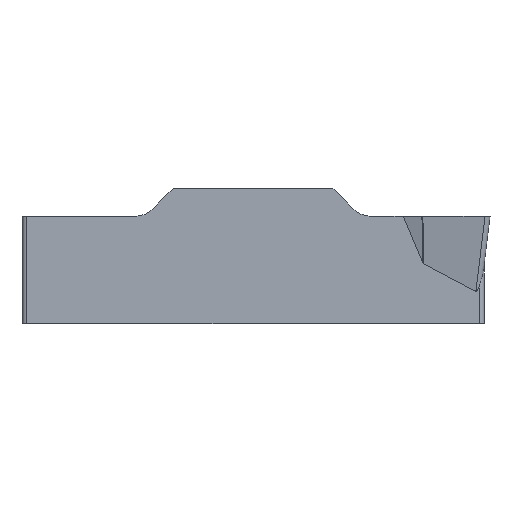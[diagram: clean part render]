
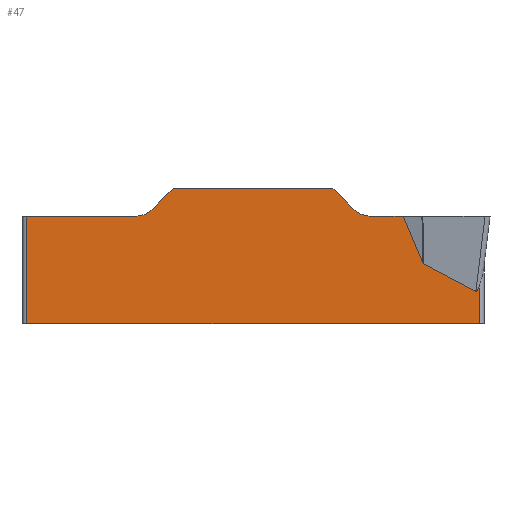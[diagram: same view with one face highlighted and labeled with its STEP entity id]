
A CAD part, left-side view. The second image highlights one B-rep face of the part: STEP entity #47.
In plain terms, the highlighted planar face has unit normal (-1, 0, 0).
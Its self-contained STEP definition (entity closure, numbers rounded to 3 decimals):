
#47=ADVANCED_FACE('',(#87),#72,.T.);
#72=PLANE('',#536);
#87=FACE_OUTER_BOUND('',#112,.T.);
#112=EDGE_LOOP('',(#243,#244,#245,#246,#247,#248,#249,#250,#251,#252,#253,
#254,#255,#256));
#137=ELLIPSE('',#535,1.736,0.2);
#143=CIRCLE('',#533,1.);
#144=CIRCLE('',#534,1.);
#153=LINE('',#737,#198);
#154=LINE('',#739,#199);
#155=LINE('',#743,#200);
#156=LINE('',#745,#201);
#157=LINE('',#747,#202);
#158=LINE('',#751,#203);
#159=LINE('',#753,#204);
#160=LINE('',#755,#205);
#161=LINE('',#757,#206);
#162=LINE('',#761,#207);
#198=VECTOR('',#578,1.);
#199=VECTOR('',#579,1.);
#200=VECTOR('',#582,1.);
#201=VECTOR('',#583,1.);
#202=VECTOR('',#584,1.);
#203=VECTOR('',#587,1.);
#204=VECTOR('',#588,1.);
#205=VECTOR('',#589,1.);
#206=VECTOR('',#590,1.);
#207=VECTOR('',#593,1.);
#243=ORIENTED_EDGE('',*,*,#427,.T.);
#244=ORIENTED_EDGE('',*,*,#428,.T.);
#245=ORIENTED_EDGE('',*,*,#429,.F.);
#246=ORIENTED_EDGE('',*,*,#430,.F.);
#247=ORIENTED_EDGE('',*,*,#431,.F.);
#248=ORIENTED_EDGE('',*,*,#432,.F.);
#249=ORIENTED_EDGE('',*,*,#433,.F.);
#250=ORIENTED_EDGE('',*,*,#434,.F.);
#251=ORIENTED_EDGE('',*,*,#435,.F.);
#252=ORIENTED_EDGE('',*,*,#436,.T.);
#253=ORIENTED_EDGE('',*,*,#437,.T.);
#254=ORIENTED_EDGE('',*,*,#438,.T.);
#255=ORIENTED_EDGE('',*,*,#439,.F.);
#256=ORIENTED_EDGE('',*,*,#440,.T.);
#381=VERTEX_POINT('',#735);
#382=VERTEX_POINT('',#736);
#383=VERTEX_POINT('',#738);
#384=VERTEX_POINT('',#740);
#385=VERTEX_POINT('',#742);
#386=VERTEX_POINT('',#744);
#387=VERTEX_POINT('',#746);
#388=VERTEX_POINT('',#748);
#389=VERTEX_POINT('',#750);
#390=VERTEX_POINT('',#752);
#391=VERTEX_POINT('',#754);
#392=VERTEX_POINT('',#756);
#393=VERTEX_POINT('',#758);
#394=VERTEX_POINT('',#760);
#427=EDGE_CURVE('',#381,#382,#504,.T.);
#428=EDGE_CURVE('',#382,#383,#153,.T.);
#429=EDGE_CURVE('',#384,#383,#154,.T.);
#430=EDGE_CURVE('',#385,#384,#143,.T.);
#431=EDGE_CURVE('',#386,#385,#155,.T.);
#432=EDGE_CURVE('',#387,#386,#156,.T.);
#433=EDGE_CURVE('',#388,#387,#157,.T.);
#434=EDGE_CURVE('',#389,#388,#144,.T.);
#435=EDGE_CURVE('',#390,#389,#158,.T.);
#436=EDGE_CURVE('',#390,#391,#159,.T.);
#437=EDGE_CURVE('',#391,#392,#160,.T.);
#438=EDGE_CURVE('',#392,#393,#161,.T.);
#439=EDGE_CURVE('',#394,#393,#137,.T.);
#440=EDGE_CURVE('',#394,#381,#162,.T.);
#504=B_SPLINE_CURVE_WITH_KNOTS('',3,(#725,#726,#727,#728,#729,#730,#731,
#732,#733,#734),.UNSPECIFIED.,.F.,.F.,(4,3,3,4),(0.,0.242,0.556,
1.),.UNSPECIFIED.);
#533=AXIS2_PLACEMENT_3D('',#741,#580,#581);
#534=AXIS2_PLACEMENT_3D('',#749,#585,#586);
#535=AXIS2_PLACEMENT_3D('',#759,#591,#592);
#536=AXIS2_PLACEMENT_3D('',#762,#594,#595);
#578=DIRECTION('',(0.,0.39,0.921));
#579=DIRECTION('',(0.,-1.,0.));
#580=DIRECTION('',(-1.,0.,0.));
#581=DIRECTION('',(0.,0.,1.));
#582=DIRECTION('',(0.,-0.707,-0.707));
#583=DIRECTION('',(0.,-1.,0.));
#584=DIRECTION('',(0.,-0.707,0.707));
#585=DIRECTION('',(-1.,0.,0.));
#586=DIRECTION('',(0.,0.,1.));
#587=DIRECTION('',(0.,-1.,0.));
#588=DIRECTION('',(0.,0.,-1.));
#589=DIRECTION('',(0.,-1.,0.));
#590=DIRECTION('',(0.,0.,1.));
#591=DIRECTION('',(-1.,0.,0.));
#592=DIRECTION('',(0.,0.122,-0.993));
#593=DIRECTION('',(0.,0.883,0.469));
#594=DIRECTION('',(-1.,0.,0.));
#595=DIRECTION('',(0.,0.,1.));
#725=CARTESIAN_POINT('',(-1.15,2.634,-2.028));
#726=CARTESIAN_POINT('',(-1.15,2.639,-2.025));
#727=CARTESIAN_POINT('',(-1.15,2.644,-2.021));
#728=CARTESIAN_POINT('',(-1.15,2.648,-2.017));
#729=CARTESIAN_POINT('',(-1.15,2.653,-2.011));
#730=CARTESIAN_POINT('',(-1.15,2.657,-2.005));
#731=CARTESIAN_POINT('',(-1.15,2.661,-1.998));
#732=CARTESIAN_POINT('',(-1.15,2.666,-1.989));
#733=CARTESIAN_POINT('',(-1.15,2.671,-1.979));
#734=CARTESIAN_POINT('',(-1.15,2.675,-1.969));
#735=CARTESIAN_POINT('',(-1.15,2.634,-2.028));
#736=CARTESIAN_POINT('',(-1.15,2.675,-1.969));
#737=CARTESIAN_POINT('',(-1.15,6.399,6.831));
#738=CARTESIAN_POINT('',(-1.15,3.508,0.));
#739=CARTESIAN_POINT('',(-1.15,19.75,0.));
#740=CARTESIAN_POINT('',(-1.15,4.904,0.));
#741=CARTESIAN_POINT('',(-1.15,4.904,1.));
#742=CARTESIAN_POINT('',(-1.15,5.611,0.293));
#743=CARTESIAN_POINT('',(-1.15,13.125,7.807));
#744=CARTESIAN_POINT('',(-1.15,6.5,1.182));
#745=CARTESIAN_POINT('',(-1.15,19.75,1.182));
#746=CARTESIAN_POINT('',(-1.15,13.31,1.182));
#747=CARTESIAN_POINT('',(-1.15,16.53,-2.038));
#748=CARTESIAN_POINT('',(-1.15,14.199,0.293));
#749=CARTESIAN_POINT('',(-1.15,14.906,1.));
#750=CARTESIAN_POINT('',(-1.15,14.906,0.));
#751=CARTESIAN_POINT('',(-1.15,19.75,0.));
#752=CARTESIAN_POINT('',(-1.15,19.55,0.));
#753=CARTESIAN_POINT('',(-1.15,19.55,-4.582));
#754=CARTESIAN_POINT('',(-1.15,19.55,-4.582));
#755=CARTESIAN_POINT('',(-1.15,19.75,-4.582));
#756=CARTESIAN_POINT('',(-1.15,0.26,-4.582));
#757=CARTESIAN_POINT('',(-1.15,0.26,1.182));
#758=CARTESIAN_POINT('',(-1.15,0.26,-2.934));
#759=CARTESIAN_POINT('',(-1.15,0.194,-1.487));
#760=CARTESIAN_POINT('',(-1.15,0.414,-3.207));
#761=CARTESIAN_POINT('',(-1.15,17.316,5.767));
#762=CARTESIAN_POINT('',(-1.15,19.75,1.182));
